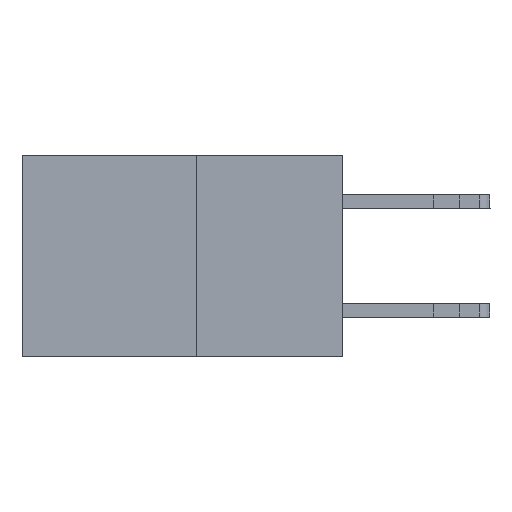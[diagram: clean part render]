
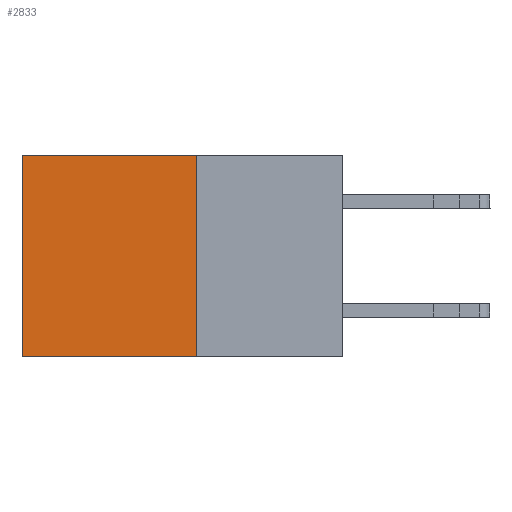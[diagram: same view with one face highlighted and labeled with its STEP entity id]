
A CAD part, left-side view. The second image highlights one B-rep face of the part: STEP entity #2833.
In plain terms, the highlighted planar face has unit normal (-1, 0, 0).
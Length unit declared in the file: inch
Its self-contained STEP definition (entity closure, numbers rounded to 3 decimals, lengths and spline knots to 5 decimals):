
#439 = CARTESIAN_POINT ( 'NONE',  ( 0.277, 0.27, -0.37 ) ) ;
#605 = EDGE_CURVE ( 'NONE', #14593, #9890, #1628, .T. ) ;
#723 = DIRECTION ( 'NONE',  ( 0., 1., 0. ) ) ;
#809 = DIRECTION ( 'NONE',  ( 1., 0., 0. ) ) ;
#835 = PLANE ( 'NONE',  #2298 ) ;
#987 = DIRECTION ( 'NONE',  ( 0., 0., -1. ) ) ;
#1028 = EDGE_CURVE ( 'NONE', #9890, #2405, #7092, .T. ) ;
#1628 = LINE ( 'NONE', #13182, #8186 ) ;
#2141 = CARTESIAN_POINT ( 'NONE',  ( 0.277, 0.27, -0.37 ) ) ;
#2261 = CARTESIAN_POINT ( 'NONE',  ( 0.277, 0.59, 0. ) ) ;
#2298 = AXIS2_PLACEMENT_3D ( 'NONE', #439, #809, #987 ) ;
#2405 = VERTEX_POINT ( 'NONE', #8201 ) ;
#2833 = ADVANCED_FACE ( 'NONE', ( #2996 ), #835, .F. ) ;
#2996 = FACE_OUTER_BOUND ( 'NONE', #8087, .T. ) ;
#3930 = ORIENTED_EDGE ( 'NONE', *, *, #14107, .F. ) ;
#4197 = LINE ( 'NONE', #17138, #17686 ) ;
#7092 = LINE ( 'NONE', #15757, #13896 ) ;
#7220 = ORIENTED_EDGE ( 'NONE', *, *, #1028, .T. ) ;
#8087 = EDGE_LOOP ( 'NONE', ( #7220, #10807, #3930, #14846 ) ) ;
#8186 = VECTOR ( 'NONE', #11529, 39.37008 ) ;
#8201 = CARTESIAN_POINT ( 'NONE',  ( 0.277, 0.59, -0.37 ) ) ;
#9620 = DIRECTION ( 'NONE',  ( 0., 0., -1. ) ) ;
#9890 = VERTEX_POINT ( 'NONE', #2261 ) ;
#10807 = ORIENTED_EDGE ( 'NONE', *, *, #16989, .F. ) ;
#10857 = CARTESIAN_POINT ( 'NONE',  ( 0.277, 0.27, -0.37 ) ) ;
#11529 = DIRECTION ( 'NONE',  ( 0., 1., 0. ) ) ;
#12256 = DIRECTION ( 'NONE',  ( 0., 0., -1. ) ) ;
#13182 = CARTESIAN_POINT ( 'NONE',  ( 0.277, 0.27, 0. ) ) ;
#13896 = VECTOR ( 'NONE', #9620, 39.37008 ) ;
#13994 = CARTESIAN_POINT ( 'NONE',  ( 0.277, 0.27, 0. ) ) ;
#14107 = EDGE_CURVE ( 'NONE', #14593, #16214, #14284, .T. ) ;
#14284 = LINE ( 'NONE', #10857, #17681 ) ;
#14593 = VERTEX_POINT ( 'NONE', #13994 ) ;
#14846 = ORIENTED_EDGE ( 'NONE', *, *, #605, .T. ) ;
#15757 = CARTESIAN_POINT ( 'NONE',  ( 0.277, 0.59, -0.37 ) ) ;
#16214 = VERTEX_POINT ( 'NONE', #2141 ) ;
#16989 = EDGE_CURVE ( 'NONE', #16214, #2405, #4197, .T. ) ;
#17138 = CARTESIAN_POINT ( 'NONE',  ( 0.277, 0.27, -0.37 ) ) ;
#17681 = VECTOR ( 'NONE', #12256, 39.37008 ) ;
#17686 = VECTOR ( 'NONE', #723, 39.37008 ) ;
